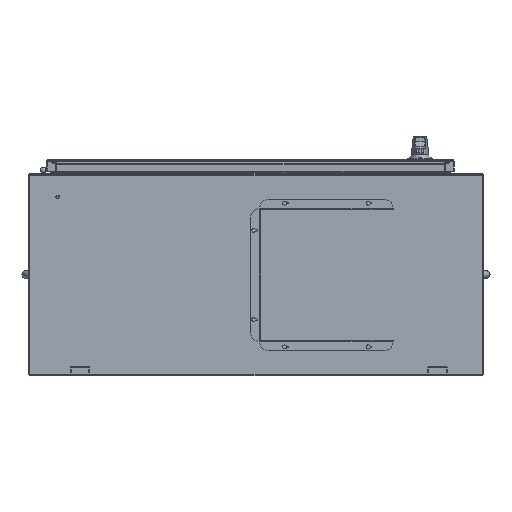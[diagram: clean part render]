
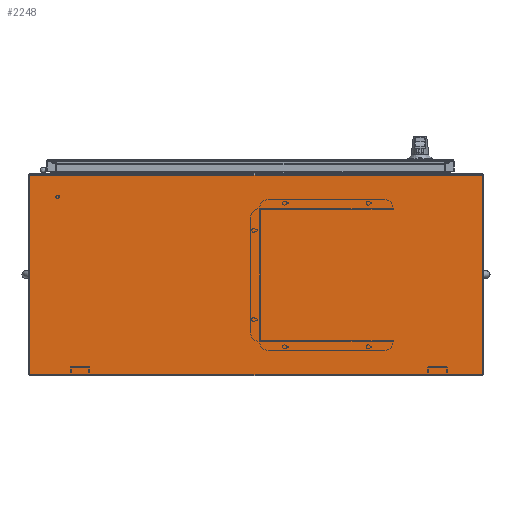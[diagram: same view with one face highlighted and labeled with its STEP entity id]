
A CAD part, front view. The second image highlights one B-rep face of the part: STEP entity #2248.
In plain terms, the highlighted face is planar.
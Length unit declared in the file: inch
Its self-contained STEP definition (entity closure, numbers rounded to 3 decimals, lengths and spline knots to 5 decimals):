
#754 = ORIENTED_EDGE ( 'NONE', *, *, #53004, .F. ) ;
#1390 = CARTESIAN_POINT ( 'NONE',  ( 0., 0., -0.095 ) ) ;
#2248 = ADVANCED_FACE ( 'NONE', ( #35963 ), #18698, .F. ) ;
#3233 = DIRECTION ( 'NONE',  ( -1., 0., 0. ) ) ;
#5997 = DIRECTION ( 'NONE',  ( 0., -1., 0. ) ) ;
#7009 = CARTESIAN_POINT ( 'NONE',  ( 0., 0., -0.095 ) ) ;
#7723 = DIRECTION ( 'NONE',  ( 0., 0., 1. ) ) ;
#9001 = VERTEX_POINT ( 'NONE', #20255 ) ;
#9117 = CARTESIAN_POINT ( 'NONE',  ( 0., 0., -0.095 ) ) ;
#10417 = CARTESIAN_POINT ( 'NONE',  ( 40.56, 0., -0.095 ) ) ;
#14571 = VERTEX_POINT ( 'NONE', #70455 ) ;
#16377 = EDGE_CURVE ( 'NONE', #14571, #9001, #45369, .T. ) ;
#18698 = PLANE ( 'NONE',  #36384 ) ;
#18878 = EDGE_CURVE ( 'NONE', #25087, #14571, #42020, .T. ) ;
#19623 = CARTESIAN_POINT ( 'NONE',  ( 40.56, -17.887, -0.095 ) ) ;
#20255 = CARTESIAN_POINT ( 'NONE',  ( 0., -17.887, -0.095 ) ) ;
#25087 = VERTEX_POINT ( 'NONE', #10417 ) ;
#30325 = VECTOR ( 'NONE', #34127, 39.37008 ) ;
#32654 = ORIENTED_EDGE ( 'NONE', *, *, #18878, .F. ) ;
#34127 = DIRECTION ( 'NONE',  ( 1., 0., 0. ) ) ;
#35963 = FACE_OUTER_BOUND ( 'NONE', #62273, .T. ) ;
#36384 = AXIS2_PLACEMENT_3D ( 'NONE', #7009, #7723, #5997 ) ;
#36707 = VECTOR ( 'NONE', #3233, 39.37008 ) ;
#37910 = ORIENTED_EDGE ( 'NONE', *, *, #16377, .F. ) ;
#42020 = LINE ( 'NONE', #9117, #36707 ) ;
#42197 = EDGE_CURVE ( 'NONE', #59600, #25087, #71610, .T. ) ;
#45369 = LINE ( 'NONE', #1390, #62728 ) ;
#49598 = CARTESIAN_POINT ( 'NONE',  ( 40.56, 0., -0.095 ) ) ;
#51246 = VECTOR ( 'NONE', #72822, 39.37008 ) ;
#53004 = EDGE_CURVE ( 'NONE', #9001, #59600, #70044, .T. ) ;
#59600 = VERTEX_POINT ( 'NONE', #19623 ) ;
#62273 = EDGE_LOOP ( 'NONE', ( #754, #37910, #32654, #65589 ) ) ;
#62728 = VECTOR ( 'NONE', #68541, 39.37008 ) ;
#65589 = ORIENTED_EDGE ( 'NONE', *, *, #42197, .F. ) ;
#67944 = CARTESIAN_POINT ( 'NONE',  ( 0., -17.887, -0.095 ) ) ;
#68541 = DIRECTION ( 'NONE',  ( 0., -1., 0. ) ) ;
#70044 = LINE ( 'NONE', #67944, #30325 ) ;
#70455 = CARTESIAN_POINT ( 'NONE',  ( 0., 0., -0.095 ) ) ;
#71610 = LINE ( 'NONE', #49598, #51246 ) ;
#72822 = DIRECTION ( 'NONE',  ( 0., 1., 0. ) ) ;
